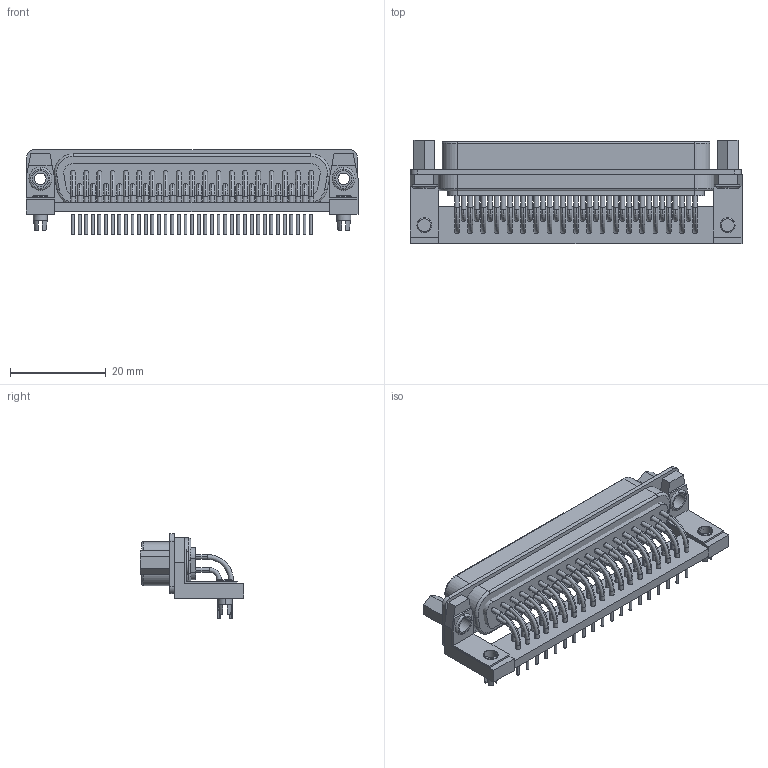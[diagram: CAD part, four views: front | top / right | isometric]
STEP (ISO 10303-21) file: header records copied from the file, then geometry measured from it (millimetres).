
FILE_DESCRIPTION((''),'2;1');
FILE_NAME('FCT_37S5G2-0997.stp','2012-10-09T12:13:08',(''),(''),'Mechanical Desktop 2011','Mechanical Desktop 2011',', , ');
FILE_SCHEMA(('AUTOMOTIVE_DESIGN { 1 2 10303 214 1 1 1 1 }'));
Length unit declared in the file: millimetre
Products named in the file (1): Product
Bounding box: 69.5 x 21.67 x 17.65 mm (x, y, z)
Volume: 7149 mm3; surface area: 12173.2 mm2
Topology: 129 solids, 129 shells, 867 faces, 1906 edges, 1221 vertices
Faces by surface type: cylinder 356, plane 274, torus 90, sphere 74, bspline 69, cone 4
Entity records: 24189 total; most frequent: DIRECTION 4586, CARTESIAN_POINT 4496, ORIENTED_EDGE 3664, AXIS2_PLACEMENT_3D 1971, EDGE_CURVE 1832, VERTEX_POINT 1221, CIRCLE 1172, EDGE_LOOP 901
